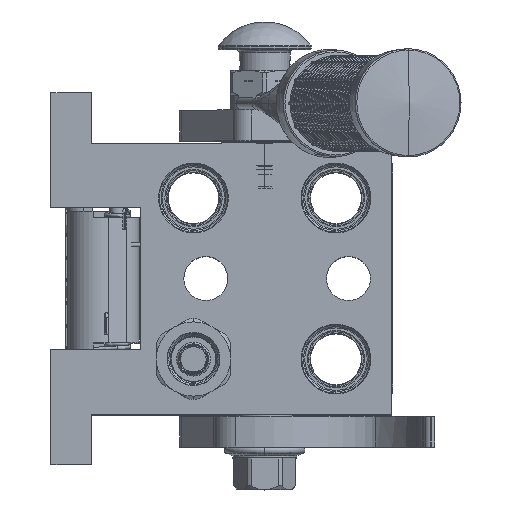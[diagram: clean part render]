
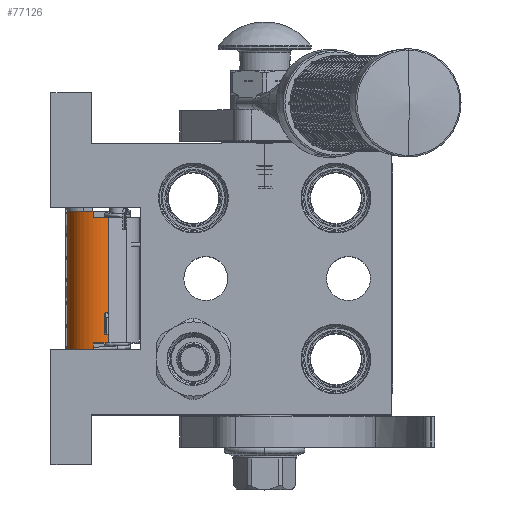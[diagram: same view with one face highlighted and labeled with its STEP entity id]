
A CAD part, top view. The second image highlights one B-rep face of the part: STEP entity #77126.
In plain terms, the highlighted cylindrical face has radius 9.5 mm (diameter 19 mm), a partial arc.
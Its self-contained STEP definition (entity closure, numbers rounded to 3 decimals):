
#860 = VERTEX_POINT ( 'NONE', #114989 ) ;
#3514 = VECTOR ( 'NONE', #119973, 1000. ) ;
#3769 = CIRCLE ( 'NONE', #149009, 9.5 ) ;
#11438 = CIRCLE ( 'NONE', #156124, 9.5 ) ;
#11938 = AXIS2_PLACEMENT_3D ( 'NONE', #128614, #97467, #52191 ) ;
#17208 = VECTOR ( 'NONE', #189143, 1000. ) ;
#17667 = DIRECTION ( 'NONE',  ( -1., 0., 0. ) ) ;
#28806 = ORIENTED_EDGE ( 'NONE', *, *, #137729, .F. ) ;
#30099 = ORIENTED_EDGE ( 'NONE', *, *, #71386, .T. ) ;
#34225 = EDGE_CURVE ( 'NONE', #126235, #93911, #45405, .T. ) ;
#35877 = VECTOR ( 'NONE', #159177, 1000. ) ;
#37618 = DIRECTION ( 'NONE',  ( 1., 0., 0. ) ) ;
#39120 = LINE ( 'NONE', #65764, #162629 ) ;
#44052 = CARTESIAN_POINT ( 'NONE',  ( -22.25, 0., -56.881 ) ) ;
#44973 = CARTESIAN_POINT ( 'NONE',  ( 20.25, -5.154, -56.269 ) ) ;
#45405 = LINE ( 'NONE', #176406, #35877 ) ;
#45823 = FACE_OUTER_BOUND ( 'NONE', #164376, .T. ) ;
#47709 = EDGE_CURVE ( 'NONE', #126235, #183809, #11438, .T. ) ;
#52191 = DIRECTION ( 'NONE',  ( 0., 0.158, -0.987 ) ) ;
#53481 = CARTESIAN_POINT ( 'NONE',  ( -20.25, -1.5, -47.5 ) ) ;
#55427 = DIRECTION ( 'NONE',  ( 0., -0.385, -0.923 ) ) ;
#59517 = ORIENTED_EDGE ( 'NONE', *, *, #135299, .T. ) ;
#64816 = DIRECTION ( 'NONE',  ( 0., -1., 0. ) ) ;
#64937 = ORIENTED_EDGE ( 'NONE', *, *, #47709, .T. ) ;
#65131 = DIRECTION ( 'NONE',  ( 1., 0., 0. ) ) ;
#65764 = CARTESIAN_POINT ( 'NONE',  ( -22.25, 8., -47.5 ) ) ;
#68732 = ORIENTED_EDGE ( 'NONE', *, *, #139346, .F. ) ;
#71386 = EDGE_CURVE ( 'NONE', #153047, #860, #39120, .T. ) ;
#77126 = ADVANCED_FACE ( 'NONE', ( #45823 ), #107660, .T. ) ;
#79722 = CIRCLE ( 'NONE', #11938, 9.5 ) ;
#81976 = LINE ( 'NONE', #194906, #3514 ) ;
#83058 = EDGE_CURVE ( 'NONE', #93911, #154852, #3769, .T. ) ;
#84331 = VERTEX_POINT ( 'NONE', #44052 ) ;
#85482 = CARTESIAN_POINT ( 'NONE',  ( -20.25, -5.154, -56.269 ) ) ;
#92436 = CARTESIAN_POINT ( 'NONE',  ( -22.25, 8., -47.5 ) ) ;
#93911 = VERTEX_POINT ( 'NONE', #44973 ) ;
#96657 = DIRECTION ( 'NONE',  ( 0., 0.158, -0.987 ) ) ;
#96678 = CIRCLE ( 'NONE', #178192, 9.5 ) ;
#97467 = DIRECTION ( 'NONE',  ( 1., 0., 0. ) ) ;
#102427 = CARTESIAN_POINT ( 'NONE',  ( -20.25, 0., -56.881 ) ) ;
#103153 = ORIENTED_EDGE ( 'NONE', *, *, #34225, .F. ) ;
#105025 = CARTESIAN_POINT ( 'NONE',  ( 20.25, 0., -56.881 ) ) ;
#107660 = CYLINDRICAL_SURFACE ( 'NONE', #152138, 9.5 ) ;
#111904 = CARTESIAN_POINT ( 'NONE',  ( -22.25, -1.5, -47.5 ) ) ;
#114989 = CARTESIAN_POINT ( 'NONE',  ( 22.25, 8., -47.5 ) ) ;
#119973 = DIRECTION ( 'NONE',  ( 1., 0., 0. ) ) ;
#126235 = VERTEX_POINT ( 'NONE', #85482 ) ;
#128612 = DIRECTION ( 'NONE',  ( 0., -0.385, -0.923 ) ) ;
#128614 = CARTESIAN_POINT ( 'NONE',  ( 22.25, -1.5, -47.5 ) ) ;
#135299 = EDGE_CURVE ( 'NONE', #84331, #153047, #96678, .T. ) ;
#137257 = EDGE_CURVE ( 'NONE', #146044, #860, #79722, .T. ) ;
#137729 = EDGE_CURVE ( 'NONE', #84331, #183809, #81976, .T. ) ;
#138625 = ORIENTED_EDGE ( 'NONE', *, *, #83058, .F. ) ;
#139346 = EDGE_CURVE ( 'NONE', #154852, #146044, #193070, .T. ) ;
#141073 = DIRECTION ( 'NONE',  ( 1., 0., 0. ) ) ;
#146044 = VERTEX_POINT ( 'NONE', #186986 ) ;
#147071 = DIRECTION ( 'NONE',  ( 1., 0., 0. ) ) ;
#149009 = AXIS2_PLACEMENT_3D ( 'NONE', #149050, #147071, #55427 ) ;
#149050 = CARTESIAN_POINT ( 'NONE',  ( 20.25, -1.5, -47.5 ) ) ;
#152138 = AXIS2_PLACEMENT_3D ( 'NONE', #155777, #17667, #64816 ) ;
#153047 = VERTEX_POINT ( 'NONE', #92436 ) ;
#154852 = VERTEX_POINT ( 'NONE', #105025 ) ;
#155777 = CARTESIAN_POINT ( 'NONE',  ( -22.25, -1.5, -47.5 ) ) ;
#156124 = AXIS2_PLACEMENT_3D ( 'NONE', #53481, #37618, #128612 ) ;
#157534 = ORIENTED_EDGE ( 'NONE', *, *, #137257, .F. ) ;
#159177 = DIRECTION ( 'NONE',  ( 1., 0., 0. ) ) ;
#162629 = VECTOR ( 'NONE', #65131, 1000. ) ;
#164376 = EDGE_LOOP ( 'NONE', ( #103153, #64937, #28806, #59517, #30099, #157534, #68732, #138625 ) ) ;
#176406 = CARTESIAN_POINT ( 'NONE',  ( -20.25, -5.154, -56.269 ) ) ;
#178192 = AXIS2_PLACEMENT_3D ( 'NONE', #111904, #141073, #96657 ) ;
#183809 = VERTEX_POINT ( 'NONE', #102427 ) ;
#186986 = CARTESIAN_POINT ( 'NONE',  ( 22.25, 0., -56.881 ) ) ;
#189143 = DIRECTION ( 'NONE',  ( 1., 0., 0. ) ) ;
#191105 = CARTESIAN_POINT ( 'NONE',  ( 20.25, 0., -56.881 ) ) ;
#193070 = LINE ( 'NONE', #191105, #17208 ) ;
#194906 = CARTESIAN_POINT ( 'NONE',  ( -22.25, 0., -56.881 ) ) ;
